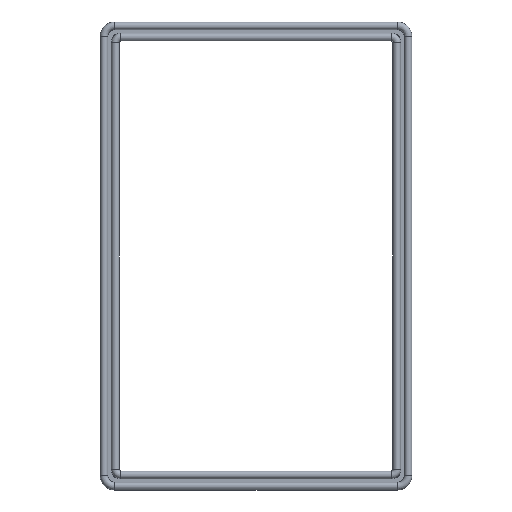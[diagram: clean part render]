
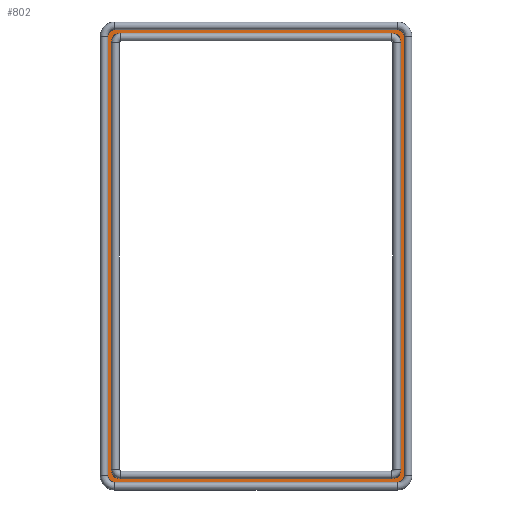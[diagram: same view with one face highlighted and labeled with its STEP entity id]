
A CAD part, front view. The second image highlights one B-rep face of the part: STEP entity #802.
In plain terms, the highlighted planar face has unit normal (0, -1, 0).
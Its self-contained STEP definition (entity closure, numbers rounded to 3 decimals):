
#8 = CARTESIAN_POINT ( 'NONE',  ( 73., -0.75, 113.5 ) ) ;
#16 = DIRECTION ( 'NONE',  ( -1., 0., 0. ) ) ;
#20 = EDGE_CURVE ( 'NONE', #890, #1310, #50, .T. ) ;
#50 = LINE ( 'NONE', #180, #1319 ) ;
#55 = CARTESIAN_POINT ( 'NONE',  ( -74.5, -0.75, -112.5 ) ) ;
#58 = DIRECTION ( 'NONE',  ( 0., 0., 1. ) ) ;
#61 = DIRECTION ( 'NONE',  ( 0., 1., 0. ) ) ;
#76 = DIRECTION ( 'NONE',  ( 0., 0., 1. ) ) ;
#92 = LINE ( 'NONE', #310, #379 ) ;
#99 = VERTEX_POINT ( 'NONE', #1169 ) ;
#107 = VECTOR ( 'NONE', #410, 1000. ) ;
#114 = EDGE_LOOP ( 'NONE', ( #1208, #519, #386, #926, #309, #946, #571, #694 ) ) ;
#115 = VERTEX_POINT ( 'NONE', #938 ) ;
#119 = EDGE_CURVE ( 'NONE', #306, #269, #995, .T. ) ;
#128 = CIRCLE ( 'NONE', #900, 4.5 ) ;
#132 = ORIENTED_EDGE ( 'NONE', *, *, #119, .T. ) ;
#139 = DIRECTION ( 'NONE',  ( 0., 0., 1. ) ) ;
#142 = LINE ( 'NONE', #1360, #166 ) ;
#145 = DIRECTION ( 'NONE',  ( 1., 0., 0. ) ) ;
#156 = EDGE_CURVE ( 'NONE', #387, #306, #774, .T. ) ;
#162 = AXIS2_PLACEMENT_3D ( 'NONE', #338, #328, #217 ) ;
#166 = VECTOR ( 'NONE', #16, 1000. ) ;
#167 = CARTESIAN_POINT ( 'NONE',  ( -72., -0.75, -115. ) ) ;
#173 = VERTEX_POINT ( 'NONE', #1551 ) ;
#178 = EDGE_CURVE ( 'NONE', #1310, #1573, #834, .T. ) ;
#180 = CARTESIAN_POINT ( 'NONE',  ( -77.5, -0.75, 113.5 ) ) ;
#217 = DIRECTION ( 'NONE',  ( 0., 0., -1. ) ) ;
#218 = DIRECTION ( 'NONE',  ( 0., 0., 1. ) ) ;
#234 = CARTESIAN_POINT ( 'NONE',  ( 73., -0.75, -118. ) ) ;
#240 = DIRECTION ( 'NONE',  ( 0., 0., -1. ) ) ;
#254 = VERTEX_POINT ( 'NONE', #1466 ) ;
#269 = VERTEX_POINT ( 'NONE', #844 ) ;
#274 = DIRECTION ( 'NONE',  ( 0., 1., 0. ) ) ;
#306 = VERTEX_POINT ( 'NONE', #794 ) ;
#309 = ORIENTED_EDGE ( 'NONE', *, *, #524, .F. ) ;
#310 = CARTESIAN_POINT ( 'NONE',  ( -74.5, -0.75, 112.5 ) ) ;
#328 = DIRECTION ( 'NONE',  ( 0., 1., 0. ) ) ;
#338 = CARTESIAN_POINT ( 'NONE',  ( -72., -0.75, 112.5 ) ) ;
#369 = DIRECTION ( 'NONE',  ( 0., 1., 0. ) ) ;
#370 = DIRECTION ( 'NONE',  ( 1., 0., 0. ) ) ;
#378 = CARTESIAN_POINT ( 'NONE',  ( -73., -0.75, -113.5 ) ) ;
#379 = VECTOR ( 'NONE', #58, 1000. ) ;
#384 = VECTOR ( 'NONE', #692, 1000. ) ;
#385 = ORIENTED_EDGE ( 'NONE', *, *, #393, .T. ) ;
#386 = ORIENTED_EDGE ( 'NONE', *, *, #178, .F. ) ;
#387 = VERTEX_POINT ( 'NONE', #1416 ) ;
#393 = EDGE_CURVE ( 'NONE', #99, #854, #1057, .T. ) ;
#395 = VECTOR ( 'NONE', #1521, 1000. ) ;
#396 = CARTESIAN_POINT ( 'NONE',  ( 73., -0.75, -113.5 ) ) ;
#410 = DIRECTION ( 'NONE',  ( 0., 0., -1. ) ) ;
#430 = LINE ( 'NONE', #502, #1482 ) ;
#468 = DIRECTION ( 'NONE',  ( 0., 1., 0. ) ) ;
#473 = FACE_OUTER_BOUND ( 'NONE', #114, .T. ) ;
#475 = ORIENTED_EDGE ( 'NONE', *, *, #1278, .T. ) ;
#476 = AXIS2_PLACEMENT_3D ( 'NONE', #1111, #369, #871 ) ;
#502 = CARTESIAN_POINT ( 'NONE',  ( -72., -0.75, 115. ) ) ;
#518 = CARTESIAN_POINT ( 'NONE',  ( -73., -0.75, 118. ) ) ;
#519 = ORIENTED_EDGE ( 'NONE', *, *, #1441, .F. ) ;
#524 = EDGE_CURVE ( 'NONE', #1393, #890, #1098, .T. ) ;
#553 = VERTEX_POINT ( 'NONE', #979 ) ;
#571 = ORIENTED_EDGE ( 'NONE', *, *, #649, .F. ) ;
#618 = CARTESIAN_POINT ( 'NONE',  ( -77.5, -0.75, 113.5 ) ) ;
#649 = EDGE_CURVE ( 'NONE', #173, #1155, #128, .T. ) ;
#656 = ORIENTED_EDGE ( 'NONE', *, *, #839, .T. ) ;
#658 = ORIENTED_EDGE ( 'NONE', *, *, #156, .T. ) ;
#680 = CARTESIAN_POINT ( 'NONE',  ( -73., -0.75, 118. ) ) ;
#692 = DIRECTION ( 'NONE',  ( 0., 0., -1. ) ) ;
#694 = ORIENTED_EDGE ( 'NONE', *, *, #864, .F. ) ;
#702 = AXIS2_PLACEMENT_3D ( 'NONE', #1331, #725, #76 ) ;
#725 = DIRECTION ( 'NONE',  ( 0., 1., 0. ) ) ;
#730 = DIRECTION ( 'NONE',  ( 0., 1., 0. ) ) ;
#734 = ORIENTED_EDGE ( 'NONE', *, *, #1576, .T. ) ;
#737 = ORIENTED_EDGE ( 'NONE', *, *, #1477, .T. ) ;
#738 = ORIENTED_EDGE ( 'NONE', *, *, #1047, .T. ) ;
#753 = DIRECTION ( 'NONE',  ( 0., 1., 0. ) ) ;
#768 = CIRCLE ( 'NONE', #1383, 4.5 ) ;
#774 = LINE ( 'NONE', #1423, #384 ) ;
#787 = CARTESIAN_POINT ( 'NONE',  ( 73., -0.75, 113.5 ) ) ;
#794 = CARTESIAN_POINT ( 'NONE',  ( 74.5, -0.75, -112.5 ) ) ;
#800 = CARTESIAN_POINT ( 'NONE',  ( 77.5, -0.75, 113.5 ) ) ;
#802 = ADVANCED_FACE ( 'NONE', ( #473, #805 ), #1389, .F. ) ;
#805 = FACE_BOUND ( 'NONE', #943, .T. ) ;
#827 = CIRCLE ( 'NONE', #162, 2.5 ) ;
#828 = LINE ( 'NONE', #518, #1336 ) ;
#834 = CIRCLE ( 'NONE', #1142, 4.5 ) ;
#839 = EDGE_CURVE ( 'NONE', #269, #99, #1014, .T. ) ;
#844 = CARTESIAN_POINT ( 'NONE',  ( 72., -0.75, -115. ) ) ;
#854 = VERTEX_POINT ( 'NONE', #55 ) ;
#858 = DIRECTION ( 'NONE',  ( 0., 1., 0. ) ) ;
#864 = EDGE_CURVE ( 'NONE', #1454, #173, #1525, .T. ) ;
#871 = DIRECTION ( 'NONE',  ( 0., 0., 1. ) ) ;
#890 = VERTEX_POINT ( 'NONE', #1410 ) ;
#900 = AXIS2_PLACEMENT_3D ( 'NONE', #396, #274, #1262 ) ;
#902 = CARTESIAN_POINT ( 'NONE',  ( 77.5, -0.75, 113.5 ) ) ;
#926 = ORIENTED_EDGE ( 'NONE', *, *, #20, .F. ) ;
#938 = CARTESIAN_POINT ( 'NONE',  ( -72., -0.75, 115. ) ) ;
#943 = EDGE_LOOP ( 'NONE', ( #385, #737, #734, #475, #738, #658, #132, #656 ) ) ;
#946 = ORIENTED_EDGE ( 'NONE', *, *, #1295, .F. ) ;
#979 = CARTESIAN_POINT ( 'NONE',  ( 72., -0.75, 115. ) ) ;
#995 = CIRCLE ( 'NONE', #476, 2.5 ) ;
#1014 = LINE ( 'NONE', #167, #395 ) ;
#1047 = EDGE_CURVE ( 'NONE', #553, #387, #1506, .T. ) ;
#1057 = CIRCLE ( 'NONE', #702, 2.5 ) ;
#1089 = CARTESIAN_POINT ( 'NONE',  ( -73., -0.75, 113.5 ) ) ;
#1093 = DIRECTION ( 'NONE',  ( 0., 0., -1. ) ) ;
#1098 = CIRCLE ( 'NONE', #1240, 4.5 ) ;
#1111 = CARTESIAN_POINT ( 'NONE',  ( 72., -0.75, -112.5 ) ) ;
#1134 = CARTESIAN_POINT ( 'NONE',  ( -73., -0.75, -118. ) ) ;
#1139 = EDGE_CURVE ( 'NONE', #1432, #1454, #768, .T. ) ;
#1142 = AXIS2_PLACEMENT_3D ( 'NONE', #1089, #468, #1093 ) ;
#1155 = VERTEX_POINT ( 'NONE', #234 ) ;
#1169 = CARTESIAN_POINT ( 'NONE',  ( -72., -0.75, -115. ) ) ;
#1208 = ORIENTED_EDGE ( 'NONE', *, *, #1139, .F. ) ;
#1240 = AXIS2_PLACEMENT_3D ( 'NONE', #378, #858, #240 ) ;
#1256 = AXIS2_PLACEMENT_3D ( 'NONE', #787, #61, #1290 ) ;
#1262 = DIRECTION ( 'NONE',  ( 0., 0., -1. ) ) ;
#1278 = EDGE_CURVE ( 'NONE', #115, #553, #430, .T. ) ;
#1283 = DIRECTION ( 'NONE',  ( 0., 0., 1. ) ) ;
#1290 = DIRECTION ( 'NONE',  ( 0., 0., 1. ) ) ;
#1295 = EDGE_CURVE ( 'NONE', #1155, #1393, #142, .T. ) ;
#1310 = VERTEX_POINT ( 'NONE', #618 ) ;
#1319 = VECTOR ( 'NONE', #1283, 1000. ) ;
#1331 = CARTESIAN_POINT ( 'NONE',  ( -72., -0.75, -112.5 ) ) ;
#1336 = VECTOR ( 'NONE', #145, 1000. ) ;
#1360 = CARTESIAN_POINT ( 'NONE',  ( -73., -0.75, -118. ) ) ;
#1383 = AXIS2_PLACEMENT_3D ( 'NONE', #8, #753, #139 ) ;
#1384 = CARTESIAN_POINT ( 'NONE',  ( 73., -0.75, 118. ) ) ;
#1389 = PLANE ( 'NONE',  #1256 ) ;
#1393 = VERTEX_POINT ( 'NONE', #1134 ) ;
#1410 = CARTESIAN_POINT ( 'NONE',  ( -77.5, -0.75, -113.5 ) ) ;
#1416 = CARTESIAN_POINT ( 'NONE',  ( 74.5, -0.75, 112.5 ) ) ;
#1423 = CARTESIAN_POINT ( 'NONE',  ( 74.5, -0.75, 112.5 ) ) ;
#1432 = VERTEX_POINT ( 'NONE', #1384 ) ;
#1441 = EDGE_CURVE ( 'NONE', #1573, #1432, #828, .T. ) ;
#1454 = VERTEX_POINT ( 'NONE', #902 ) ;
#1466 = CARTESIAN_POINT ( 'NONE',  ( -74.5, -0.75, 112.5 ) ) ;
#1477 = EDGE_CURVE ( 'NONE', #854, #254, #92, .T. ) ;
#1482 = VECTOR ( 'NONE', #370, 1000. ) ;
#1506 = CIRCLE ( 'NONE', #1571, 2.5 ) ;
#1521 = DIRECTION ( 'NONE',  ( -1., 0., 0. ) ) ;
#1525 = LINE ( 'NONE', #800, #107 ) ;
#1551 = CARTESIAN_POINT ( 'NONE',  ( 77.5, -0.75, -113.5 ) ) ;
#1571 = AXIS2_PLACEMENT_3D ( 'NONE', #1585, #730, #218 ) ;
#1573 = VERTEX_POINT ( 'NONE', #680 ) ;
#1576 = EDGE_CURVE ( 'NONE', #254, #115, #827, .T. ) ;
#1585 = CARTESIAN_POINT ( 'NONE',  ( 72., -0.75, 112.5 ) ) ;
